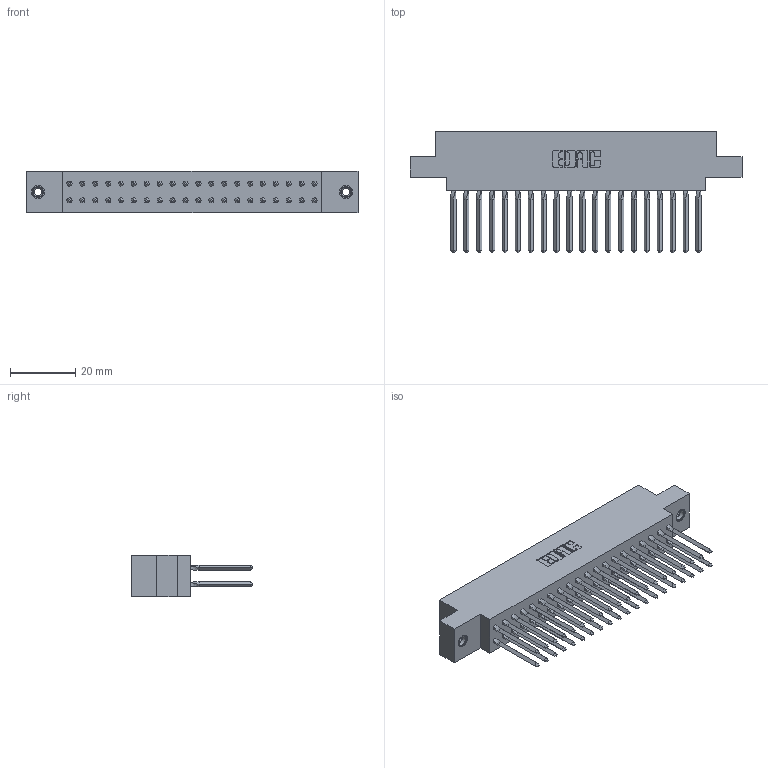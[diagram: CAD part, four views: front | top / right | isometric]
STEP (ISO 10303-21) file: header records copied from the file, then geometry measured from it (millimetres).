
FILE_DESCRIPTION (( 'STEP AP203' ), '1' );
FILE_NAME ('317-040-542-808.STEP', '2020-02-28T00:37:16', ( '' ), ( '' ), 'SwSTEP 2.0', 'SolidWorks 2016', '' );
FILE_SCHEMA (( 'CONFIG_CONTROL_DESIGN' ));
Length unit declared in the file: inch
Products named in the file (4): 345-250-001_345-250-003-102; 317 Part_.156 Dia - TI; 317-040-542-808; 317-290-003_542
Assembly tree (43 placements, depth 2):
  317-040-542-808
    317 Part_.156 Dia - TI
    317-290-003_542  x40
    345-250-001_345-250-003-102  x2
Bounding box: 101.96 x 37.34 x 12.7 mm (x, y, z)
Volume: 15993.1 mm3; surface area: 21556.5 mm2
Topology: 43 solids, 43 shells, 2442 faces, 6811 edges, 4346 vertices
Faces by surface type: plane 1930, cylinder 336, bspline 160, cone 12, torus 4
Entity records: 32182 total; most frequent: CARTESIAN_POINT 5832, ORIENTED_EDGE 5488, DIRECTION 4694, EDGE_CURVE 2744, LINE 2554, VECTOR 2554, VERTEX_POINT 1820, AXIS2_PLACEMENT_3D 1070
